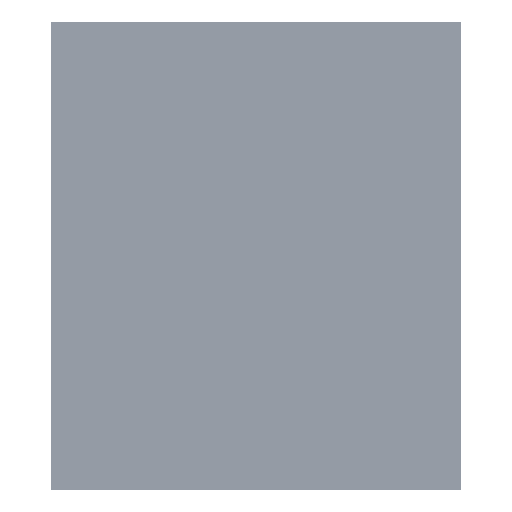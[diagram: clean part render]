
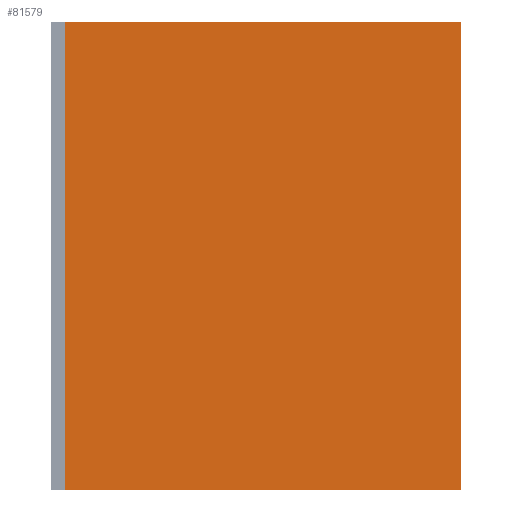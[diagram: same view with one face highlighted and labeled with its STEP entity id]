
A CAD part, left-side view. The second image highlights one B-rep face of the part: STEP entity #81579.
In plain terms, the highlighted planar face has unit normal (-1, 0, 0).
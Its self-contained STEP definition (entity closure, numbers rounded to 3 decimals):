
#80992=DIRECTION('',(0.,0.,1.));
#80993=VECTOR('',#80992,650.);
#80994=CARTESIAN_POINT('',(-150.,-275.,-325.));
#80995=LINE('',#80994,#80993);
#81223=DIRECTION('',(0.,0.,1.));
#81224=VECTOR('',#81223,650.);
#81225=CARTESIAN_POINT('',(-150.,275.,-325.));
#81226=LINE('',#81225,#81224);
#81244=DIRECTION('',(0.,1.,0.));
#81245=VECTOR('',#81244,550.);
#81246=CARTESIAN_POINT('',(-150.,-275.,325.));
#81247=LINE('',#81246,#81245);
#81251=DIRECTION('',(0.,1.,0.));
#81252=VECTOR('',#81251,550.);
#81253=CARTESIAN_POINT('',(-150.,-275.,-325.));
#81254=LINE('',#81253,#81252);
#81258=CARTESIAN_POINT('',(-150.,-275.,-325.));
#81259=CARTESIAN_POINT('',(-150.,-275.,325.));
#81260=VERTEX_POINT('',#81258);
#81261=VERTEX_POINT('',#81259);
#81266=CARTESIAN_POINT('',(-150.,275.,-325.));
#81267=CARTESIAN_POINT('',(-150.,275.,325.));
#81268=VERTEX_POINT('',#81266);
#81269=VERTEX_POINT('',#81267);
#81568=CARTESIAN_POINT('',(-150.,-275.,-325.));
#81569=DIRECTION('',(-1.,0.,0.));
#81570=DIRECTION('',(0.,0.,1.));
#81571=AXIS2_PLACEMENT_3D('',#81568,#81569,#81570);
#81572=PLANE('',#81571);
#81573=ORIENTED_EDGE('',*,*,#81327,.F.);
#81574=ORIENTED_EDGE('',*,*,#81397,.T.);
#81575=ORIENTED_EDGE('',*,*,#81536,.T.);
#81576=ORIENTED_EDGE('',*,*,#81561,.F.);
#81577=EDGE_LOOP('',(#81573,#81574,#81575,#81576));
#81578=FACE_OUTER_BOUND('',#81577,.F.);
#81327=EDGE_CURVE('',#81260,#81261,#80995,.T.);
#81397=EDGE_CURVE('',#81260,#81268,#81254,.T.);
#81536=EDGE_CURVE('',#81268,#81269,#81226,.T.);
#81561=EDGE_CURVE('',#81261,#81269,#81247,.T.);
#81579=ADVANCED_FACE('',(#81578),#81572,.T.);
